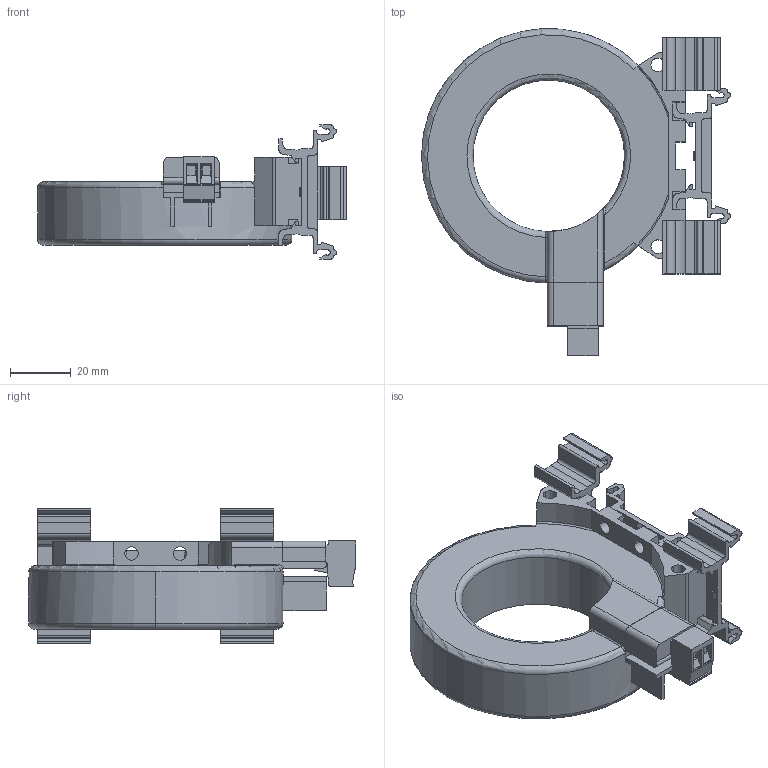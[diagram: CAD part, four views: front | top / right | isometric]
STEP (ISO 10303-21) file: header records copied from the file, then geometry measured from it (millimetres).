
FILE_DESCRIPTION((''),'2;1');
FILE_NAME('50438_ASM','2017-12-06T',('SESA468396'),('Schneider-Electric'),'PRO/ENGINEER BY PARAMETRIC TECHNOLOGY CORPORATION, 2015440','PRO/ENGINEER BY PARAMETRIC TECHNOLOGY CORPORATION, 2015440','');
FILE_SCHEMA(('CONFIG_CONTROL_DESIGN'));
Length unit declared in the file: millimetre
Products named in the file (5): 50438_1; 44919401AF6_1; NVE8875301_1; SY3CB5033-00_LV_MIG10_1; 50438_ASM
Assembly tree (6 placements, depth 2):
  50438_ASM
    50438_1
    44919401AF6_1  x3
    NVE8875301_1
    SY3CB5033-00_LV_MIG10_1
Bounding box: 102 x 108.1 x 44.5 mm (x, y, z)
Volume: 100247.1 mm3; surface area: 35895.1 mm2
Topology: 6 solids, 6 shells, 582 faces, 1693 edges, 1139 vertices
Faces by surface type: plane 387, cylinder 180, torus 7, bspline 4, cone 4
Entity records: 13253 total; most frequent: CARTESIAN_POINT 2629, ORIENTED_EDGE 2222, DIRECTION 2190, EDGE_CURVE 1111, VECTOR 778, LINE 778, VERTEX_POINT 737, AXIS2_PLACEMENT_3D 706
